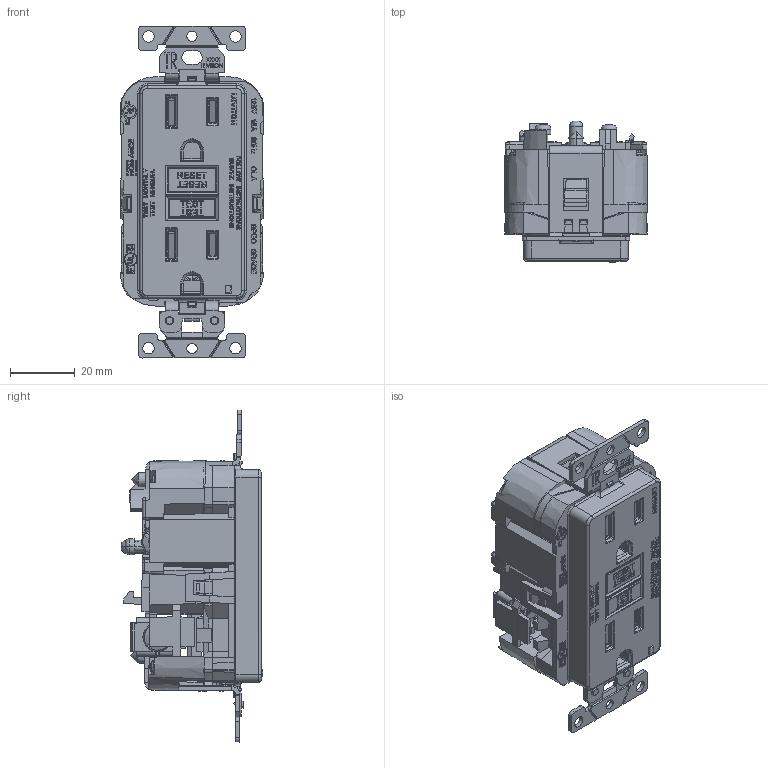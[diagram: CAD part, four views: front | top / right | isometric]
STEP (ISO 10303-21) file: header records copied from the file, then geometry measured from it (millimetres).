
FILE_DESCRIPTION (( 'STEP AP214' ), '1' );
FILE_NAME ('CATSTD-MGFT1-000.STEP', '2020-08-10T19:29:31', ( '' ), ( '' ), 'SwSTEP 2.0', 'SolidWorks 2017', '' );
FILE_SCHEMA (( 'AUTOMOTIVE_DESIGN' ));
Length unit declared in the file: inch
Products named in the file (1): CATSTD-MGFT1-000
Bounding box: 44.57 x 43.88 x 102.95 mm (x, y, z)
Surface area: 32064.8 mm2 (no closed solid volume)
Topology: 0 solids, 122 shells, 4734 faces, 22009 edges, 16821 vertices
Faces by surface type: plane 3142, bspline 1096, cylinder 400, cone 60, torus 19, sphere 17
Entity records: 355063 total; most frequent: CARTESIAN_POINT 138294, ORIENTED_EDGE 31134, DIRECTION 23983, EDGE_CURVE 21991, VERTEX_POINT 16821, LINE 14939, VECTOR 14939, B_SPLINE_CURVE_WITH_KNOTS 5710
